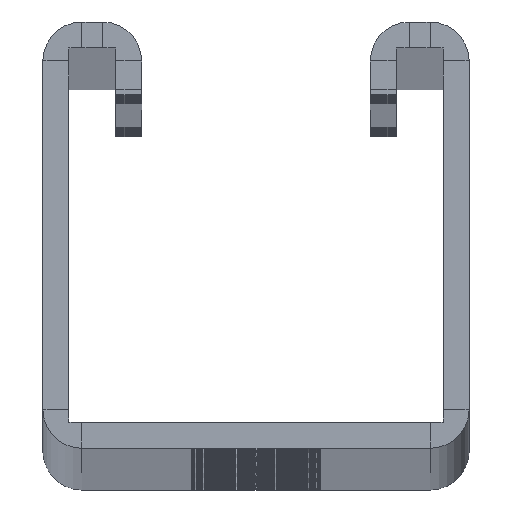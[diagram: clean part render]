
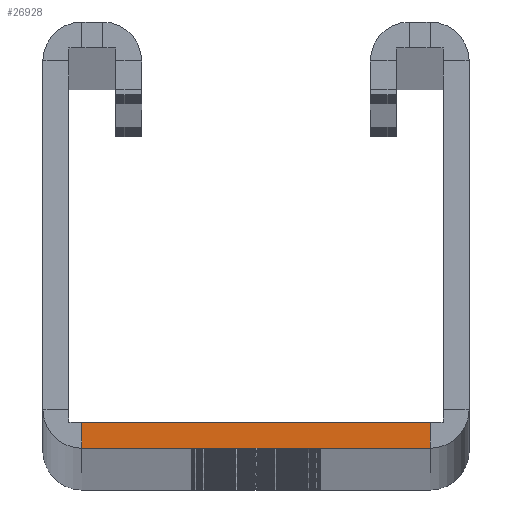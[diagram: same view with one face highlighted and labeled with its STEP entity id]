
A CAD part, top view. The second image highlights one B-rep face of the part: STEP entity #26928.
In plain terms, the highlighted planar face has unit normal (0, 0, 1).
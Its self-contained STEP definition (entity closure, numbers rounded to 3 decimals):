
#725 = CARTESIAN_POINT ( 'NONE',  ( 16.75, 2.5, 0. ) ) ;
#983 = FACE_OUTER_BOUND ( 'NONE', #23389, .T. ) ;
#2547 = CARTESIAN_POINT ( 'NONE',  ( 16.75, 2.5, 0. ) ) ;
#2562 = ORIENTED_EDGE ( 'NONE', *, *, #51304, .F. ) ;
#7542 = CARTESIAN_POINT ( 'NONE',  ( -16.75, 2.5, 0. ) ) ;
#7668 = VERTEX_POINT ( 'NONE', #7542 ) ;
#9196 = LINE ( 'NONE', #725, #67602 ) ;
#10853 = AXIS2_PLACEMENT_3D ( 'NONE', #32392, #71982, #73238 ) ;
#13553 = VECTOR ( 'NONE', #31599, 1000. ) ;
#20094 = VECTOR ( 'NONE', #66066, 1000. ) ;
#23389 = EDGE_LOOP ( 'NONE', ( #34826, #56696, #60608, #2562 ) ) ;
#26928 = ADVANCED_FACE ( 'NONE', ( #983 ), #66495, .T. ) ;
#31599 = DIRECTION ( 'NONE',  ( -1., 0., 0. ) ) ;
#32392 = CARTESIAN_POINT ( 'NONE',  ( -14.75, 37.25, 0. ) ) ;
#33748 = CARTESIAN_POINT ( 'NONE',  ( 0., 2.5, 0. ) ) ;
#34640 = EDGE_CURVE ( 'NONE', #35493, #42285, #63978, .T. ) ;
#34826 = ORIENTED_EDGE ( 'NONE', *, *, #56263, .T. ) ;
#35128 = LINE ( 'NONE', #37392, #20094 ) ;
#35493 = VERTEX_POINT ( 'NONE', #56425 ) ;
#36811 = VERTEX_POINT ( 'NONE', #2547 ) ;
#37392 = CARTESIAN_POINT ( 'NONE',  ( -16.75, 2.5, 0. ) ) ;
#37758 = CARTESIAN_POINT ( 'NONE',  ( 0., 0., 0. ) ) ;
#37876 = CARTESIAN_POINT ( 'NONE',  ( -16.75, 0., 0. ) ) ;
#38476 = VECTOR ( 'NONE', #62898, 1000. ) ;
#42285 = VERTEX_POINT ( 'NONE', #37876 ) ;
#51304 = EDGE_CURVE ( 'NONE', #36811, #35493, #9196, .T. ) ;
#53496 = LINE ( 'NONE', #33748, #38476 ) ;
#56263 = EDGE_CURVE ( 'NONE', #36811, #7668, #53496, .T. ) ;
#56425 = CARTESIAN_POINT ( 'NONE',  ( 16.75, 0., 0. ) ) ;
#56696 = ORIENTED_EDGE ( 'NONE', *, *, #59969, .T. ) ;
#59969 = EDGE_CURVE ( 'NONE', #7668, #42285, #35128, .T. ) ;
#60608 = ORIENTED_EDGE ( 'NONE', *, *, #34640, .F. ) ;
#62898 = DIRECTION ( 'NONE',  ( -1., 0., 0. ) ) ;
#63978 = LINE ( 'NONE', #37758, #13553 ) ;
#66066 = DIRECTION ( 'NONE',  ( 0., -1., 0. ) ) ;
#66495 = PLANE ( 'NONE',  #10853 ) ;
#67602 = VECTOR ( 'NONE', #68794, 1000. ) ;
#68794 = DIRECTION ( 'NONE',  ( 0., -1., 0. ) ) ;
#71982 = DIRECTION ( 'NONE',  ( 0., 0., 1. ) ) ;
#73238 = DIRECTION ( 'NONE',  ( 1., 0., 0. ) ) ;
